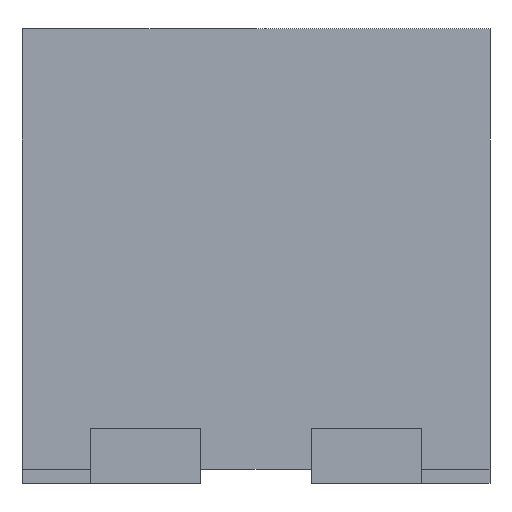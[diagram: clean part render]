
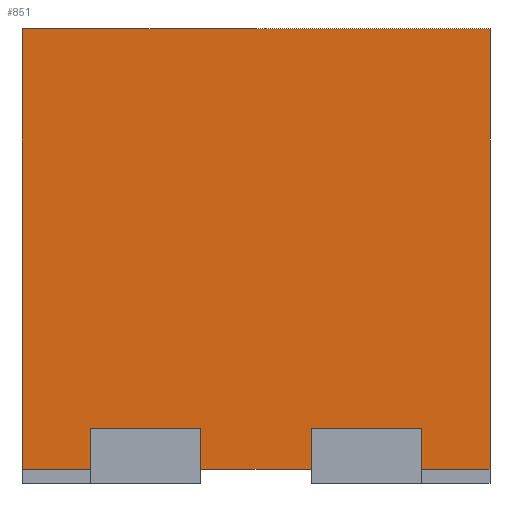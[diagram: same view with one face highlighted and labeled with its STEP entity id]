
A CAD part, front view. The second image highlights one B-rep face of the part: STEP entity #851.
In plain terms, the highlighted face is planar.
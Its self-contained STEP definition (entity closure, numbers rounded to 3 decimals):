
#31=DIRECTION('',(0.,0.,1.));
#32=VECTOR('',#31,0.125);
#33=CARTESIAN_POINT('',(-0.625,0.,-0.425));
#34=LINE('',#33,#32);
#60=DIRECTION('',(0.,0.,1.));
#61=VECTOR('',#60,0.2);
#62=CARTESIAN_POINT('',(-0.625,0.,-0.1));
#63=LINE('',#62,#61);
#88=DIRECTION('',(0.,0.,1.));
#89=VECTOR('',#88,0.125);
#90=CARTESIAN_POINT('',(-0.625,0.,0.3));
#91=LINE('',#90,#89);
#235=DIRECTION('',(0.,1.,0.));
#236=VECTOR('',#235,0.8);
#237=CARTESIAN_POINT('',(-0.625,0.,-0.425));
#238=LINE('',#237,#236);
#242=DIRECTION('',(0.,1.,0.));
#243=VECTOR('',#242,0.075);
#244=CARTESIAN_POINT('',(-0.625,0.,0.3));
#245=LINE('',#244,#243);
#249=DIRECTION('',(0.,0.,-1.));
#250=VECTOR('',#249,0.2);
#251=CARTESIAN_POINT('',(-0.625,0.075,0.3));
#252=LINE('',#251,#250);
#256=DIRECTION('',(0.,1.,0.));
#257=VECTOR('',#256,0.075);
#258=CARTESIAN_POINT('',(-0.625,0.,0.1));
#259=LINE('',#258,#257);
#263=DIRECTION('',(0.,1.,0.));
#264=VECTOR('',#263,0.075);
#265=CARTESIAN_POINT('',(-0.625,0.,-0.1));
#266=LINE('',#265,#264);
#270=DIRECTION('',(0.,0.,-1.));
#271=VECTOR('',#270,0.2);
#272=CARTESIAN_POINT('',(-0.625,0.075,-0.1));
#273=LINE('',#272,#271);
#277=DIRECTION('',(0.,1.,0.));
#278=VECTOR('',#277,0.075);
#279=CARTESIAN_POINT('',(-0.625,0.,-0.3));
#280=LINE('',#279,#278);
#361=DIRECTION('',(0.,1.,0.));
#362=VECTOR('',#361,0.8);
#363=CARTESIAN_POINT('',(-0.625,0.,0.425));
#364=LINE('',#363,#362);
#389=DIRECTION('',(0.,0.,1.));
#390=VECTOR('',#389,0.85);
#391=CARTESIAN_POINT('',(-0.625,0.8,-0.425));
#392=LINE('',#391,#390);
#641=CARTESIAN_POINT('',(-0.625,0.8,-0.425));
#642=CARTESIAN_POINT('',(-0.625,0.8,0.425));
#643=VERTEX_POINT('',#641);
#644=VERTEX_POINT('',#642);
#649=CARTESIAN_POINT('',(-0.625,0.,-0.425));
#650=VERTEX_POINT('',#649);
#651=CARTESIAN_POINT('',(-0.625,0.,0.425));
#652=VERTEX_POINT('',#651);
#657=CARTESIAN_POINT('',(-0.625,0.,-0.3));
#658=VERTEX_POINT('',#657);
#659=CARTESIAN_POINT('',(-0.625,0.,-0.1));
#660=CARTESIAN_POINT('',(-0.625,0.,0.1));
#661=VERTEX_POINT('',#659);
#662=VERTEX_POINT('',#660);
#663=CARTESIAN_POINT('',(-0.625,0.,0.3));
#664=VERTEX_POINT('',#663);
#689=CARTESIAN_POINT('',(-0.625,0.075,-0.1));
#691=VERTEX_POINT('',#689);
#694=CARTESIAN_POINT('',(-0.625,0.075,-0.3));
#696=VERTEX_POINT('',#694);
#697=CARTESIAN_POINT('',(-0.625,0.075,0.3));
#699=VERTEX_POINT('',#697);
#702=CARTESIAN_POINT('',(-0.625,0.075,0.1));
#704=VERTEX_POINT('',#702);
#823=CARTESIAN_POINT('',(-0.625,0.,-0.425));
#824=DIRECTION('',(-1.,0.,0.));
#825=DIRECTION('',(0.,0.,1.));
#826=AXIS2_PLACEMENT_3D('',#823,#824,#825);
#827=PLANE('',#826);
#828=ORIENTED_EDGE('',*,*,#762,.F.);
#830=ORIENTED_EDGE('',*,*,#829,.T.);
#832=ORIENTED_EDGE('',*,*,#831,.T.);
#834=ORIENTED_EDGE('',*,*,#833,.F.);
#835=ORIENTED_EDGE('',*,*,#778,.F.);
#837=ORIENTED_EDGE('',*,*,#836,.T.);
#839=ORIENTED_EDGE('',*,*,#838,.T.);
#841=ORIENTED_EDGE('',*,*,#840,.F.);
#842=ORIENTED_EDGE('',*,*,#770,.F.);
#844=ORIENTED_EDGE('',*,*,#843,.T.);
#846=ORIENTED_EDGE('',*,*,#845,.T.);
#848=ORIENTED_EDGE('',*,*,#847,.F.);
#849=EDGE_LOOP('',(#828,#830,#832,#834,#835,#837,#839,#841,#842,#844,#846,
#848));
#850=FACE_OUTER_BOUND('',#849,.F.);
#851=ADVANCED_FACE('',(#850),#827,.T.);
#762=EDGE_CURVE('',#650,#658,#34,.T.);
#770=EDGE_CURVE('',#661,#662,#63,.T.);
#778=EDGE_CURVE('',#664,#652,#91,.T.);
#829=EDGE_CURVE('',#650,#643,#238,.T.);
#831=EDGE_CURVE('',#643,#644,#392,.T.);
#833=EDGE_CURVE('',#652,#644,#364,.T.);
#836=EDGE_CURVE('',#664,#699,#245,.T.);
#838=EDGE_CURVE('',#699,#704,#252,.T.);
#840=EDGE_CURVE('',#662,#704,#259,.T.);
#843=EDGE_CURVE('',#661,#691,#266,.T.);
#845=EDGE_CURVE('',#691,#696,#273,.T.);
#847=EDGE_CURVE('',#658,#696,#280,.T.);
